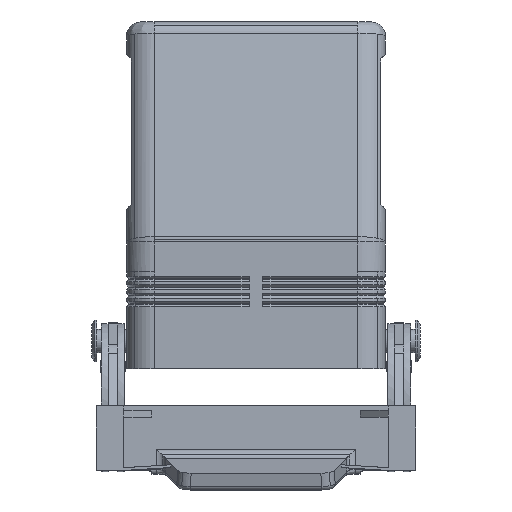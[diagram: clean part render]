
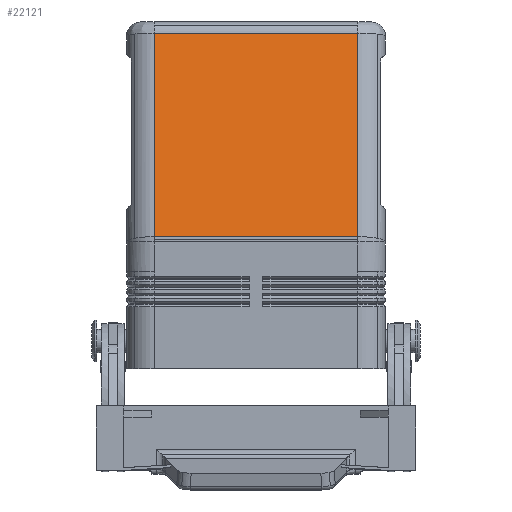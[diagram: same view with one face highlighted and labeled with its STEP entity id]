
A CAD part, left-side view. The second image highlights one B-rep face of the part: STEP entity #22121.
In plain terms, the highlighted planar face has unit normal (-0.982, 0, 0.188).
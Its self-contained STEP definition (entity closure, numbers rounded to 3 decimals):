
#4250=CARTESIAN_POINT('',(-32.466,22.,72.564));
#4251=VERTEX_POINT('',#4250);
#4259=CARTESIAN_POINT('',(-32.466,-22.,72.564));
#4260=VERTEX_POINT('',#4259);
#4261=CARTESIAN_POINT('',(-32.466,22.,72.564));
#4262=DIRECTION('',(0.0,-1.0,0.0));
#4263=VECTOR('',#4262,44.0);
#4264=LINE('',#4261,#4263);
#4265=EDGE_CURVE('',#4251,#4260,#4264,.T.);
#21031=CARTESIAN_POINT('',(-40.893,-22.,28.559));
#21032=VERTEX_POINT('',#21031);
#21066=CARTESIAN_POINT('',(-40.893,22.,28.559));
#21067=VERTEX_POINT('',#21066);
#21068=CARTESIAN_POINT('',(-40.893,-22.,28.559));
#21069=DIRECTION('',(0.0,1.0,0.0));
#21070=VECTOR('',#21069,44.0);
#21071=LINE('',#21068,#21070);
#21072=EDGE_CURVE('',#21032,#21067,#21071,.T.);
#21193=CARTESIAN_POINT('',(-32.466,-22.,72.564));
#21194=DIRECTION('',(-0.188,0.0,-0.982));
#21195=VECTOR('',#21194,44.805);
#21196=LINE('',#21193,#21195);
#21197=EDGE_CURVE('',#4260,#21032,#21196,.T.);
#21587=CARTESIAN_POINT('',(-40.893,22.,28.559));
#21588=DIRECTION('',(0.188,0.0,0.982));
#21589=VECTOR('',#21588,44.805);
#21590=LINE('',#21587,#21589);
#21591=EDGE_CURVE('',#21067,#4251,#21590,.T.);
#22110=CARTESIAN_POINT('',(-32.0,0.0,75.0));
#22111=DIRECTION('',(-0.982,0.0,0.188));
#22112=DIRECTION('',(0.188,0.0,0.982));
#22113=AXIS2_PLACEMENT_3D('',#22110,#22111,#22112);
#22114=PLANE('',#22113);
#22115=ORIENTED_EDGE('',*,*,#21072,.F.);
#22116=ORIENTED_EDGE('',*,*,#21197,.F.);
#22117=ORIENTED_EDGE('',*,*,#4265,.F.);
#22118=ORIENTED_EDGE('',*,*,#21591,.F.);
#22119=EDGE_LOOP('',(#22115,#22116,#22117,#22118));
#22120=FACE_OUTER_BOUND('',#22119,.T.);
#22121=ADVANCED_FACE('',(#22120),#22114,.T.);
